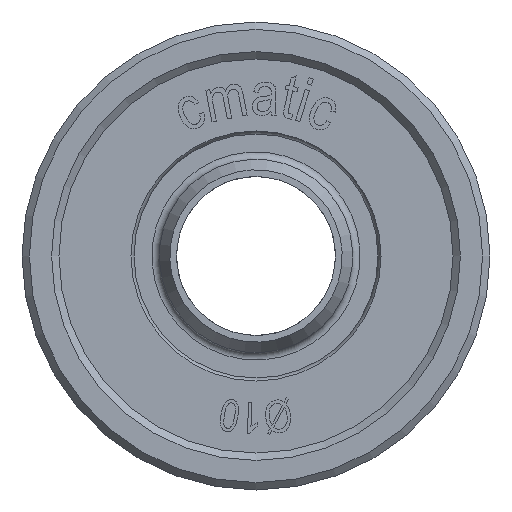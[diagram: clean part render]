
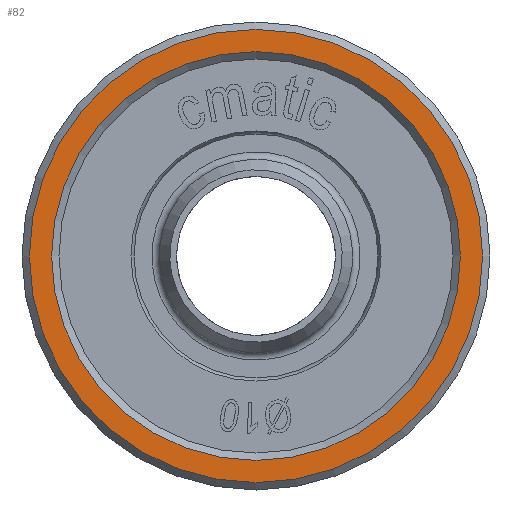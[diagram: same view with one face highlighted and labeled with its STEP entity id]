
A CAD part, front view. The second image highlights one B-rep face of the part: STEP entity #82.
In plain terms, the highlighted planar face has unit normal (0, -1, 0).
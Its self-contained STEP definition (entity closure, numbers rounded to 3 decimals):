
#82 = ADVANCED_FACE( 'NONE', ( #406, #407 ), #408, .T. );
#406 = FACE_OUTER_BOUND( '', #1129, .T. );
#407 = FACE_BOUND( '', #1130, .T. );
#408 = PLANE( '', #1131 );
#1129 = EDGE_LOOP( '', ( #5794 ) );
#1130 = EDGE_LOOP( '', ( #5795 ) );
#1131 = AXIS2_PLACEMENT_3D( '', #5796, #5797, #5798 );
#5794 = ORIENTED_EDGE( '', *, *, #7847, .T. );
#5795 = ORIENTED_EDGE( '', *, *, #7848, .F. );
#5796 = CARTESIAN_POINT( '', ( 0., -24.25, 0. ) );
#5797 = DIRECTION( '', ( 0., -1., 0. ) );
#5798 = DIRECTION( '', ( 0., 0., -1. ) );
#7847 = EDGE_CURVE( 'NONE', #8635, #8635, #8636, .T. );
#7848 = EDGE_CURVE( 'NONE', #8637, #8637, #8638, .T. );
#8635 = VERTEX_POINT( '', #9964 );
#8636 = CIRCLE( '', #9965, 9.2 );
#8637 = VERTEX_POINT( '', #9966 );
#8638 = CIRCLE( '', #9967, 8.3 );
#9964 = CARTESIAN_POINT( '', ( 0., -24.25, -9.2 ) );
#9965 = AXIS2_PLACEMENT_3D( '', #15479, #15480, #15481 );
#9966 = CARTESIAN_POINT( '', ( 8.3, -24.25, 0. ) );
#9967 = AXIS2_PLACEMENT_3D( '', #15482, #15483, #15484 );
#15479 = CARTESIAN_POINT( '', ( 0., -24.25, 0. ) );
#15480 = DIRECTION( '', ( 0., -1., 0. ) );
#15481 = DIRECTION( '', ( 0., 0., -1. ) );
#15482 = CARTESIAN_POINT( '', ( 0., -24.25, 0. ) );
#15483 = DIRECTION( '', ( 0., -1., 0. ) );
#15484 = DIRECTION( '', ( 1., 0., 0. ) );
